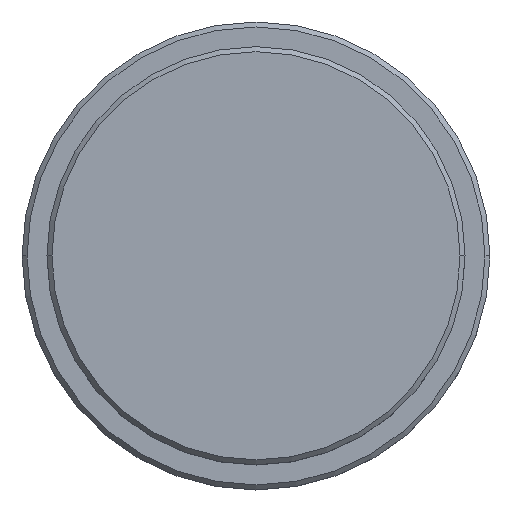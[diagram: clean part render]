
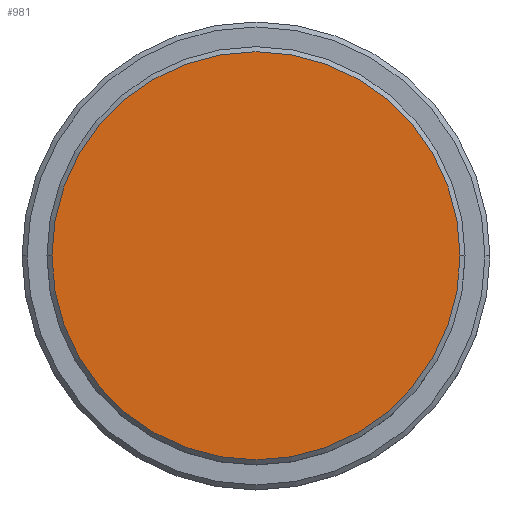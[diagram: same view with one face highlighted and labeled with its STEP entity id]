
A CAD part, top view. The second image highlights one B-rep face of the part: STEP entity #981.
In plain terms, the highlighted planar face has unit normal (0, 0, 1).
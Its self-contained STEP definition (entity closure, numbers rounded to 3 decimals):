
#12 = DIRECTION ( 'NONE',  ( 0., 0., 1. ) ) ;
#51 = CARTESIAN_POINT ( 'NONE',  ( 0., 0., 0. ) ) ;
#119 = DIRECTION ( 'NONE',  ( 1., 0., 0. ) ) ;
#132 = EDGE_CURVE ( 'NONE', #1362, #188, #947, .T. ) ;
#188 = VERTEX_POINT ( 'NONE', #402 ) ;
#271 = DIRECTION ( 'NONE',  ( 0., 0., 1. ) ) ;
#355 = FACE_OUTER_BOUND ( 'NONE', #1180, .T. ) ;
#387 = CARTESIAN_POINT ( 'NONE',  ( 20.5, 0., 0. ) ) ;
#402 = CARTESIAN_POINT ( 'NONE',  ( -20.5, 0., 0. ) ) ;
#439 = CARTESIAN_POINT ( 'NONE',  ( 0., 0., 0. ) ) ;
#463 = AXIS2_PLACEMENT_3D ( 'NONE', #439, #12, #119 ) ;
#492 = CIRCLE ( 'NONE', #463, 20.5 ) ;
#709 = DIRECTION ( 'NONE',  ( 1., 0., 0. ) ) ;
#880 = DIRECTION ( 'NONE',  ( 0., 0., 1. ) ) ;
#947 = CIRCLE ( 'NONE', #1316, 20.5 ) ;
#957 = EDGE_CURVE ( 'NONE', #188, #1362, #492, .T. ) ;
#981 = ADVANCED_FACE ( 'NONE', ( #355 ), #1105, .T. ) ;
#982 = CARTESIAN_POINT ( 'NONE',  ( 0., 0., 0. ) ) ;
#1045 = AXIS2_PLACEMENT_3D ( 'NONE', #982, #880, #1198 ) ;
#1059 = ORIENTED_EDGE ( 'NONE', *, *, #132, .T. ) ;
#1062 = ORIENTED_EDGE ( 'NONE', *, *, #957, .T. ) ;
#1105 = PLANE ( 'NONE',  #1045 ) ;
#1180 = EDGE_LOOP ( 'NONE', ( #1062, #1059 ) ) ;
#1198 = DIRECTION ( 'NONE',  ( 1., 0., 0. ) ) ;
#1316 = AXIS2_PLACEMENT_3D ( 'NONE', #51, #271, #709 ) ;
#1362 = VERTEX_POINT ( 'NONE', #387 ) ;
